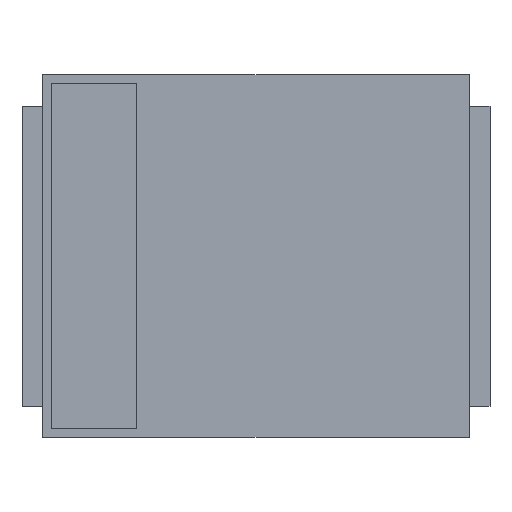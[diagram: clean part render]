
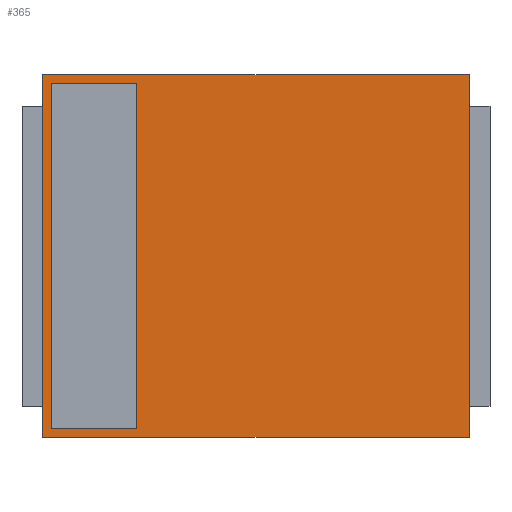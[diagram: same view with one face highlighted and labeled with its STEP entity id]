
A CAD part, top view. The second image highlights one B-rep face of the part: STEP entity #365.
In plain terms, the highlighted planar face has unit normal (0, 0, 1).
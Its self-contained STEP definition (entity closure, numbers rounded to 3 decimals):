
#365=ADVANCED_FACE('',(#371),#366,.F.);
#366=PLANE('',#367);
#367=AXIS2_PLACEMENT_3D('',#368,#369,#370);
#368=CARTESIAN_POINT('Origin',(-1.645,-1.397,2.057));
#369=DIRECTION('center_axis',(0.0,0.0,-1.0));
#370=DIRECTION('ref_axis',(0.,1.,0.));
#371=FACE_OUTER_BOUND('',#372,.T.);
#372=EDGE_LOOP('',(#373,#383,#393,#403));
#373=ORIENTED_EDGE('',*,*,#374,.F.);
#374=EDGE_CURVE('',#375,#377,#379,.T.);
#375=VERTEX_POINT('',#376);
#376=CARTESIAN_POINT('',(1.645,-1.397,2.057));
#377=VERTEX_POINT('',#378);
#378=CARTESIAN_POINT('',(-1.645,-1.397,2.057));
#379=LINE('',#380,#381);
#380=CARTESIAN_POINT('',(1.645,-1.397,2.057));
#381=VECTOR('',#382,3.289);
#382=DIRECTION('',(-1.0,0.0,0.0));
#383=ORIENTED_EDGE('',*,*,#384,.F.);
#384=EDGE_CURVE('',#385,#387,#389,.T.);
#385=VERTEX_POINT('',#386);
#386=CARTESIAN_POINT('',(1.645,1.397,2.057));
#387=VERTEX_POINT('',#376);
#389=LINE('',#390,#391);
#390=CARTESIAN_POINT('',(1.645,1.397,2.057));
#391=VECTOR('',#392,2.794);
#392=DIRECTION('',(0.0,-1.0,0.0));
#393=ORIENTED_EDGE('',*,*,#394,.F.);
#394=EDGE_CURVE('',#395,#397,#399,.T.);
#395=VERTEX_POINT('',#396);
#396=CARTESIAN_POINT('',(-1.645,1.397,2.057));
#397=VERTEX_POINT('',#386);
#399=LINE('',#400,#401);
#400=CARTESIAN_POINT('',(-1.645,1.397,2.057));
#401=VECTOR('',#402,3.289);
#402=DIRECTION('',(1.0,0.0,0.0));
#403=ORIENTED_EDGE('',*,*,#404,.F.);
#404=EDGE_CURVE('',#405,#407,#409,.T.);
#405=VERTEX_POINT('',#378);
#407=VERTEX_POINT('',#396);
#409=LINE('',#410,#411);
#410=CARTESIAN_POINT('',(-1.645,-1.397,2.057));
#411=VECTOR('',#412,2.794);
#412=DIRECTION('',(0.0,1.0,0.0));
